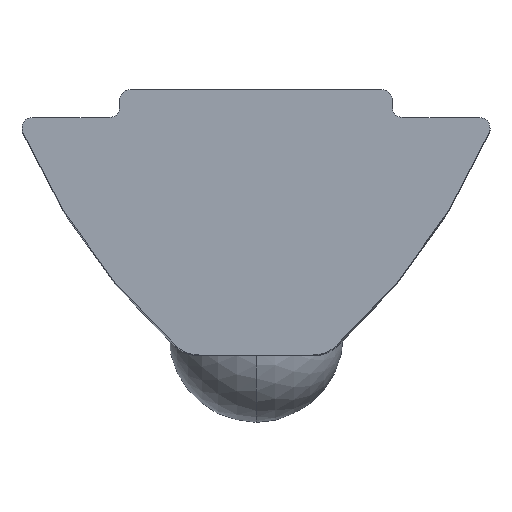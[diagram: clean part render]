
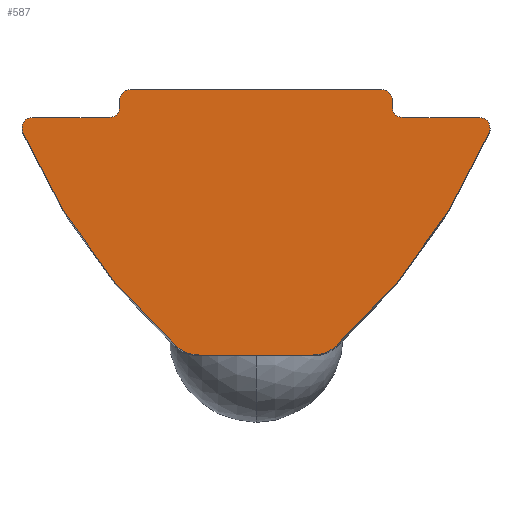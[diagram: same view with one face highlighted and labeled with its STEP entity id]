
A CAD part, top view. The second image highlights one B-rep face of the part: STEP entity #587.
In plain terms, the highlighted planar face has unit normal (0, 0, 1).
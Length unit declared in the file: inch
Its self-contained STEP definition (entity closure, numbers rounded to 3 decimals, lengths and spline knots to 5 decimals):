
#1 = DIRECTION ( 'NONE',  ( -1., 0., 0. ) ) ;
#7 = CARTESIAN_POINT ( 'NONE',  ( -0.15354, 0.01181, 0.86614 ) ) ;
#10 = DIRECTION ( 'NONE',  ( -1., 0., 0. ) ) ;
#13 = CARTESIAN_POINT ( 'NONE',  ( 0.06389, -0.22835, 0.86614 ) ) ;
#29 = CIRCLE ( 'NONE', #456, 0.03937 ) ;
#38 = CARTESIAN_POINT ( 'NONE',  ( -0.06389, -0.26772, 0.86614 ) ) ;
#51 = CARTESIAN_POINT ( 'NONE',  ( -0.25197, 0., 0.86614 ) ) ;
#63 = CARTESIAN_POINT ( 'NONE',  ( 0.3706, 0.25457, 0.86614 ) ) ;
#67 = DIRECTION ( 'NONE',  ( 0., 0., -1. ) ) ;
#81 = VECTOR ( 'NONE', #783, 39.37008 ) ;
#86 = DIRECTION ( 'NONE',  ( 0., 0., -1. ) ) ;
#90 = CARTESIAN_POINT ( 'NONE',  ( -0.25197, -0.01181, 0.86614 ) ) ;
#94 = LINE ( 'NONE', #450, #829 ) ;
#100 = AXIS2_PLACEMENT_3D ( 'NONE', #703, #86, #601 ) ;
#112 = CARTESIAN_POINT ( 'NONE',  ( 0.14173, 0.01969, 0.86614 ) ) ;
#116 = FACE_OUTER_BOUND ( 'NONE', #1035, .T. ) ;
#121 = AXIS2_PLACEMENT_3D ( 'NONE', #999, #318, #502 ) ;
#128 = EDGE_CURVE ( 'NONE', #483, #362, #757, .T. ) ;
#130 = DIRECTION ( 'NONE',  ( 0., 0., -1. ) ) ;
#137 = CARTESIAN_POINT ( 'NONE',  ( 0.14173, 0.0315, 0.86614 ) ) ;
#150 = ORIENTED_EDGE ( 'NONE', *, *, #959, .T. ) ;
#171 = VERTEX_POINT ( 'NONE', #477 ) ;
#172 = CARTESIAN_POINT ( 'NONE',  ( -0.14173, 0.0315, 0.86614 ) ) ;
#182 = ORIENTED_EDGE ( 'NONE', *, *, #754, .F. ) ;
#186 = CARTESIAN_POINT ( 'NONE',  ( -0.3706, 0.25457, 0.86614 ) ) ;
#194 = VECTOR ( 'NONE', #769, 39.37008 ) ;
#199 = ORIENTED_EDGE ( 'NONE', *, *, #441, .F. ) ;
#203 = CARTESIAN_POINT ( 'NONE',  ( 0.15354, 0.0315, 0.86614 ) ) ;
#207 = ORIENTED_EDGE ( 'NONE', *, *, #872, .T. ) ;
#219 = CARTESIAN_POINT ( 'NONE',  ( -0.15354, 0.01969, 0.86614 ) ) ;
#223 = DIRECTION ( 'NONE',  ( -1., 0., 0. ) ) ;
#244 = AXIS2_PLACEMENT_3D ( 'NONE', #468, #741, #265 ) ;
#252 = EDGE_CURVE ( 'NONE', #798, #1053, #1094, .T. ) ;
#255 = ORIENTED_EDGE ( 'NONE', *, *, #128, .F. ) ;
#261 = EDGE_CURVE ( 'NONE', #439, #815, #720, .T. ) ;
#263 = DIRECTION ( 'NONE',  ( 1., 0., 0. ) ) ;
#265 = DIRECTION ( 'NONE',  ( 1., 0., 0. ) ) ;
#286 = ORIENTED_EDGE ( 'NONE', *, *, #1004, .F. ) ;
#290 = AXIS2_PLACEMENT_3D ( 'NONE', #112, #812, #10 ) ;
#294 = ORIENTED_EDGE ( 'NONE', *, *, #252, .T. ) ;
#318 = DIRECTION ( 'NONE',  ( 0., 0., -1. ) ) ;
#322 = ORIENTED_EDGE ( 'NONE', *, *, #1132, .F. ) ;
#326 = LINE ( 'NONE', #503, #194 ) ;
#336 = DIRECTION ( 'NONE',  ( 1., 0., 0. ) ) ;
#341 = EDGE_CURVE ( 'NONE', #731, #802, #326, .T. ) ;
#362 = VERTEX_POINT ( 'NONE', #414 ) ;
#364 = CIRCLE ( 'NONE', #100, 0.03937 ) ;
#374 = DIRECTION ( 'NONE',  ( 0., 0., -1. ) ) ;
#380 = VERTEX_POINT ( 'NONE', #925 ) ;
#381 = CARTESIAN_POINT ( 'NONE',  ( 0.26283, -0.01646, 0.86614 ) ) ;
#384 = PLANE ( 'NONE',  #1101 ) ;
#387 = VECTOR ( 'NONE', #734, 39.37008 ) ;
#414 = CARTESIAN_POINT ( 'NONE',  ( -0.26283, -0.01646, 0.86614 ) ) ;
#423 = DIRECTION ( 'NONE',  ( 0., 0., -1. ) ) ;
#437 = AXIS2_PLACEMENT_3D ( 'NONE', #1128, #512, #336 ) ;
#439 = VERTEX_POINT ( 'NONE', #137 ) ;
#441 = EDGE_CURVE ( 'NONE', #597, #984, #497, .T. ) ;
#449 = VERTEX_POINT ( 'NONE', #172 ) ;
#450 = CARTESIAN_POINT ( 'NONE',  ( -0.25197, 0., 0.86614 ) ) ;
#454 = CIRCLE ( 'NONE', #437, 0.01181 ) ;
#456 = AXIS2_PLACEMENT_3D ( 'NONE', #13, #374, #549 ) ;
#459 = CARTESIAN_POINT ( 'NONE',  ( -0.25197, 0.0315, 0.86614 ) ) ;
#468 = CARTESIAN_POINT ( 'NONE',  ( -0.14173, 0.01969, 0.86614 ) ) ;
#469 = ORIENTED_EDGE ( 'NONE', *, *, #656, .F. ) ;
#477 = CARTESIAN_POINT ( 'NONE',  ( 0.15354, 0.01181, 0.86614 ) ) ;
#483 = VERTEX_POINT ( 'NONE', #1140 ) ;
#487 = CARTESIAN_POINT ( 'NONE',  ( 0.06389, -0.26772, 0.86614 ) ) ;
#489 = DIRECTION ( 'NONE',  ( -1., 0., 0. ) ) ;
#493 = EDGE_CURVE ( 'NONE', #802, #483, #364, .T. ) ;
#497 = LINE ( 'NONE', #51, #81 ) ;
#502 = DIRECTION ( 'NONE',  ( -1., 0., 0. ) ) ;
#503 = CARTESIAN_POINT ( 'NONE',  ( -0.25197, -0.26772, 0.86614 ) ) ;
#512 = DIRECTION ( 'NONE',  ( 0., 0., -1. ) ) ;
#519 = CARTESIAN_POINT ( 'NONE',  ( 0.09022, -0.25761, 0.86614 ) ) ;
#549 = DIRECTION ( 'NONE',  ( -1., 0., 0. ) ) ;
#555 = EDGE_CURVE ( 'NONE', #171, #815, #564, .T. ) ;
#558 = ORIENTED_EDGE ( 'NONE', *, *, #594, .F. ) ;
#564 = LINE ( 'NONE', #203, #387 ) ;
#572 = AXIS2_PLACEMENT_3D ( 'NONE', #63, #423, #780 ) ;
#581 = CARTESIAN_POINT ( 'NONE',  ( 0.15354, 0.01969, 0.86614 ) ) ;
#587 = ADVANCED_FACE ( 'NONE', ( #116 ), #384, .F. ) ;
#589 = AXIS2_PLACEMENT_3D ( 'NONE', #675, #917, #223 ) ;
#594 = EDGE_CURVE ( 'NONE', #798, #449, #759, .T. ) ;
#597 = VERTEX_POINT ( 'NONE', #1086 ) ;
#600 = ORIENTED_EDGE ( 'NONE', *, *, #493, .F. ) ;
#601 = DIRECTION ( 'NONE',  ( -1., 0., 0. ) ) ;
#612 = CARTESIAN_POINT ( 'NONE',  ( 0.25197, 0., 0.86614 ) ) ;
#633 = DIRECTION ( 'NONE',  ( 0., -1., 0. ) ) ;
#647 = CIRCLE ( 'NONE', #681, 0.68898 ) ;
#656 = EDGE_CURVE ( 'NONE', #1065, #960, #647, .T. ) ;
#667 = ORIENTED_EDGE ( 'NONE', *, *, #261, .F. ) ;
#668 = CARTESIAN_POINT ( 'NONE',  ( 0.16535, 0., 0.86614 ) ) ;
#675 = CARTESIAN_POINT ( 'NONE',  ( -0.25197, -0.01181, 0.86614 ) ) ;
#681 = AXIS2_PLACEMENT_3D ( 'NONE', #186, #1067, #1 ) ;
#702 = EDGE_CURVE ( 'NONE', #380, #597, #845, .T. ) ;
#703 = CARTESIAN_POINT ( 'NONE',  ( -0.06389, -0.22835, 0.86614 ) ) ;
#720 = CIRCLE ( 'NONE', #290, 0.01181 ) ;
#731 = VERTEX_POINT ( 'NONE', #487 ) ;
#734 = DIRECTION ( 'NONE',  ( 0., 1., 0. ) ) ;
#741 = DIRECTION ( 'NONE',  ( 0., 0., -1. ) ) ;
#745 = CIRCLE ( 'NONE', #121, 0.01181 ) ;
#754 = EDGE_CURVE ( 'NONE', #362, #380, #745, .T. ) ;
#757 = CIRCLE ( 'NONE', #572, 0.68898 ) ;
#759 = CIRCLE ( 'NONE', #244, 0.01181 ) ;
#761 = AXIS2_PLACEMENT_3D ( 'NONE', #927, #130, #489 ) ;
#769 = DIRECTION ( 'NONE',  ( -1., 0., 0. ) ) ;
#780 = DIRECTION ( 'NONE',  ( -1., 0., 0. ) ) ;
#783 = DIRECTION ( 'NONE',  ( 1., 0., 0. ) ) ;
#787 = CARTESIAN_POINT ( 'NONE',  ( -0.16535, 0., 0.86614 ) ) ;
#793 = CIRCLE ( 'NONE', #1062, 0.01181 ) ;
#798 = VERTEX_POINT ( 'NONE', #219 ) ;
#802 = VERTEX_POINT ( 'NONE', #38 ) ;
#809 = VERTEX_POINT ( 'NONE', #668 ) ;
#812 = DIRECTION ( 'NONE',  ( 0., 0., -1. ) ) ;
#815 = VERTEX_POINT ( 'NONE', #581 ) ;
#821 = EDGE_CURVE ( 'NONE', #907, #1065, #1103, .T. ) ;
#824 = CARTESIAN_POINT ( 'NONE',  ( -0.15354, 0.0315, 0.86614 ) ) ;
#829 = VECTOR ( 'NONE', #263, 39.37008 ) ;
#845 = CIRCLE ( 'NONE', #589, 0.01181 ) ;
#857 = CARTESIAN_POINT ( 'NONE',  ( 0.16535, 0.01181, 0.86614 ) ) ;
#872 = EDGE_CURVE ( 'NONE', #809, #171, #793, .T. ) ;
#907 = VERTEX_POINT ( 'NONE', #612 ) ;
#915 = ORIENTED_EDGE ( 'NONE', *, *, #555, .T. ) ;
#917 = DIRECTION ( 'NONE',  ( 0., 0., -1. ) ) ;
#925 = CARTESIAN_POINT ( 'NONE',  ( -0.26378, -0.01181, 0.86614 ) ) ;
#927 = CARTESIAN_POINT ( 'NONE',  ( 0.25197, -0.01181, 0.86614 ) ) ;
#933 = VECTOR ( 'NONE', #633, 39.37008 ) ;
#941 = DIRECTION ( 'NONE',  ( -1., 0., 0. ) ) ;
#959 = EDGE_CURVE ( 'NONE', #1053, #984, #454, .T. ) ;
#960 = VERTEX_POINT ( 'NONE', #519 ) ;
#975 = DIRECTION ( 'NONE',  ( 0., 0., -1. ) ) ;
#977 = LINE ( 'NONE', #459, #1041 ) ;
#984 = VERTEX_POINT ( 'NONE', #787 ) ;
#999 = CARTESIAN_POINT ( 'NONE',  ( -0.25197, -0.01181, 0.86614 ) ) ;
#1004 = EDGE_CURVE ( 'NONE', #960, #731, #29, .T. ) ;
#1014 = ORIENTED_EDGE ( 'NONE', *, *, #821, .F. ) ;
#1027 = DIRECTION ( 'NONE',  ( 1., 0., 0. ) ) ;
#1035 = EDGE_LOOP ( 'NONE', ( #286, #469, #1014, #1099, #207, #915, #667, #322, #558, #294, #150, #199, #1087, #182, #255, #600, #1076 ) ) ;
#1041 = VECTOR ( 'NONE', #1027, 39.37008 ) ;
#1053 = VERTEX_POINT ( 'NONE', #7 ) ;
#1056 = DIRECTION ( 'NONE',  ( -1., 0., 0. ) ) ;
#1062 = AXIS2_PLACEMENT_3D ( 'NONE', #857, #67, #941 ) ;
#1065 = VERTEX_POINT ( 'NONE', #381 ) ;
#1067 = DIRECTION ( 'NONE',  ( 0., 0., -1. ) ) ;
#1076 = ORIENTED_EDGE ( 'NONE', *, *, #341, .F. ) ;
#1086 = CARTESIAN_POINT ( 'NONE',  ( -0.25197, 0., 0.86614 ) ) ;
#1087 = ORIENTED_EDGE ( 'NONE', *, *, #702, .F. ) ;
#1094 = LINE ( 'NONE', #824, #933 ) ;
#1099 = ORIENTED_EDGE ( 'NONE', *, *, #1120, .F. ) ;
#1101 = AXIS2_PLACEMENT_3D ( 'NONE', #90, #975, #1056 ) ;
#1103 = CIRCLE ( 'NONE', #761, 0.01181 ) ;
#1120 = EDGE_CURVE ( 'NONE', #809, #907, #94, .T. ) ;
#1128 = CARTESIAN_POINT ( 'NONE',  ( -0.16535, 0.01181, 0.86614 ) ) ;
#1132 = EDGE_CURVE ( 'NONE', #449, #439, #977, .T. ) ;
#1140 = CARTESIAN_POINT ( 'NONE',  ( -0.09022, -0.25761, 0.86614 ) ) ;
